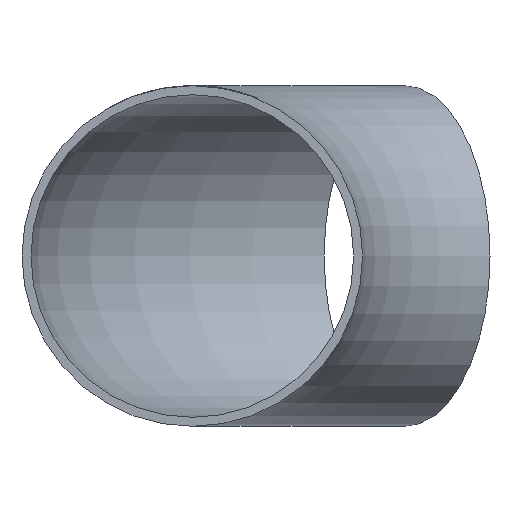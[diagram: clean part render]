
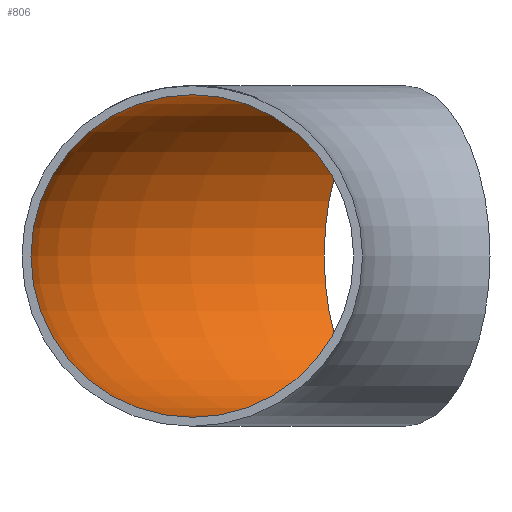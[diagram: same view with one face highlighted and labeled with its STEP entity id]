
A CAD part, front view. The second image highlights one B-rep face of the part: STEP entity #806.
In plain terms, the highlighted toroidal (fillet/blend) face has major radius 95 mm and minor radius 36.05 mm.
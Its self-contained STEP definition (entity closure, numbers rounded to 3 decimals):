
#2 = ORIENTED_EDGE ( 'NONE', *, *, #1666, .T. ) ;
#84 = CIRCLE ( 'NONE', #8403, 36.05 ) ;
#560 = TOROIDAL_SURFACE ( 'NONE', #3584, 95., 36.05 ) ;
#806 = ADVANCED_FACE ( 'NONE', ( #20764, #10171 ), #560, .F. ) ;
#1666 = EDGE_CURVE ( 'NONE', #3169, #3169, #2320, .T. ) ;
#1767 = CARTESIAN_POINT ( 'NONE',  ( -65.525, 113.493, 0. ) ) ;
#1780 = ORIENTED_EDGE ( 'NONE', *, *, #5518, .F. ) ;
#2320 = CIRCLE ( 'NONE', #5318, 36.05 ) ;
#3169 = VERTEX_POINT ( 'NONE', #1767 ) ;
#3584 = AXIS2_PLACEMENT_3D ( 'NONE', #15597, #19466, #10506 ) ;
#5318 = AXIS2_PLACEMENT_3D ( 'NONE', #15504, #22333, #18790 ) ;
#5518 = EDGE_CURVE ( 'NONE', #8620, #8620, #84, .T. ) ;
#6341 = EDGE_LOOP ( 'NONE', ( #1780 ) ) ;
#7712 = DIRECTION ( 'NONE',  ( 0., 0., 1. ) ) ;
#8403 = AXIS2_PLACEMENT_3D ( 'NONE', #21892, #22005, #7712 ) ;
#8620 = VERTEX_POINT ( 'NONE', #14280 ) ;
#10030 = EDGE_LOOP ( 'NONE', ( #2 ) ) ;
#10171 = FACE_OUTER_BOUND ( 'NONE', #6341, .T. ) ;
#10506 = DIRECTION ( 'NONE',  ( -1., 0., 0. ) ) ;
#14280 = CARTESIAN_POINT ( 'NONE',  ( -95., 0., 36.05 ) ) ;
#15504 = CARTESIAN_POINT ( 'NONE',  ( -47.5, 82.272, 0. ) ) ;
#15597 = CARTESIAN_POINT ( 'NONE',  ( 0., 0., 0. ) ) ;
#18790 = DIRECTION ( 'NONE',  ( -0.5, 0.866, 0. ) ) ;
#19466 = DIRECTION ( 'NONE',  ( 0., 0., -1. ) ) ;
#20764 = FACE_OUTER_BOUND ( 'NONE', #10030, .T. ) ;
#21892 = CARTESIAN_POINT ( 'NONE',  ( -95., 0., 0. ) ) ;
#22005 = DIRECTION ( 'NONE',  ( 0., 1., 0. ) ) ;
#22333 = DIRECTION ( 'NONE',  ( 0.866, 0.5, 0. ) ) ;
